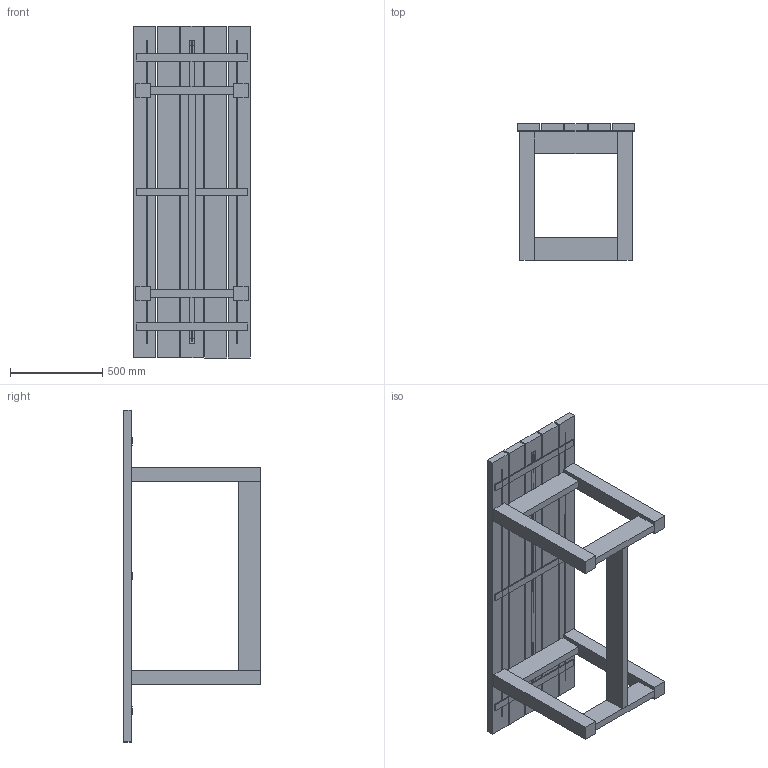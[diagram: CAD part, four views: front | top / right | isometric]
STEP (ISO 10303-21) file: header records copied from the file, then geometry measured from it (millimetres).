
FILE_DESCRIPTION(/* description */ (''),/* implementation_level */ '2;1');
FILE_NAME(/* name */ 'TA London 3D.stp',/* time_stamp */ '2021-11-26T11:54:33+01:00',/* author */ ('vital'),/* organization */ (''),/* preprocessor_version */ 'ST-DEVELOPER v18.1',/* originating_system */ 'Autodesk Inventor 2022',/* authorisation */ '');
FILE_SCHEMA (('AUTOMOTIVE_DESIGN { 1 0 10303 214 3 1 1 }'));
Length unit declared in the file: millimetre
Products named in the file (1): TA London 3D
Bounding box: 632 x 740 x 1800 mm (x, y, z)
Volume: 74933566 mm3; surface area: 5563355.9 mm2
Topology: 20 solids, 20 shells, 157 faces, 338 edges, 224 vertices
Faces by surface type: plane 137, cylinder 20
Entity records: 4406 total; most frequent: CARTESIAN_POINT 720, DIRECTION 694, ORIENTED_EDGE 676, EDGE_CURVE 338, LINE 298, VECTOR 298, VERTEX_POINT 224, AXIS2_PLACEMENT_3D 198
